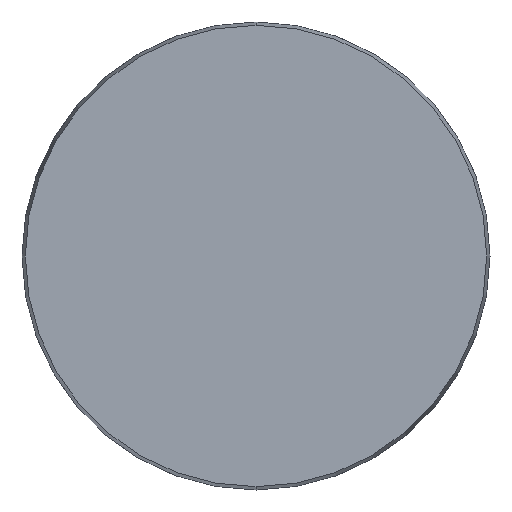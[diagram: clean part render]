
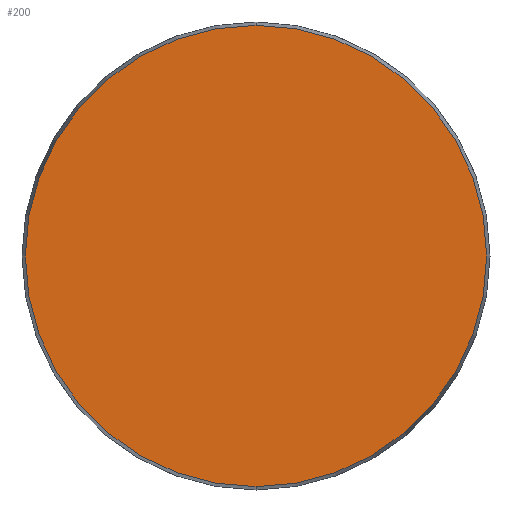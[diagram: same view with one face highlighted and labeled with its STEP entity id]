
A CAD part, front view. The second image highlights one B-rep face of the part: STEP entity #200.
In plain terms, the highlighted planar face has unit normal (0, -1, 0).
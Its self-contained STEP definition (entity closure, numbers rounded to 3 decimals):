
#18 = CIRCLE ( 'NONE', #171, 59.143 ) ;
#44 = DIRECTION ( 'NONE',  ( 0., -1., 0. ) ) ;
#166 = CARTESIAN_POINT ( 'NONE',  ( 0., 0., -59.143 ) ) ;
#171 = AXIS2_PLACEMENT_3D ( 'NONE', #550, #807, #685 ) ;
#200 = ADVANCED_FACE ( 'NONE', ( #258 ), #778, .F. ) ;
#207 = CARTESIAN_POINT ( 'NONE',  ( -59.143, 0., 0. ) ) ;
#230 = CARTESIAN_POINT ( 'NONE',  ( 0., 0., 59.143 ) ) ;
#258 = FACE_OUTER_BOUND ( 'NONE', #472, .T. ) ;
#379 = VERTEX_POINT ( 'NONE', #166 ) ;
#383 = ORIENTED_EDGE ( 'NONE', *, *, #427, .T. ) ;
#427 = EDGE_CURVE ( 'NONE', #379, #465, #18, .T. ) ;
#445 = AXIS2_PLACEMENT_3D ( 'NONE', #207, #667, #725 ) ;
#465 = VERTEX_POINT ( 'NONE', #230 ) ;
#472 = EDGE_LOOP ( 'NONE', ( #796, #383 ) ) ;
#481 = EDGE_CURVE ( 'NONE', #465, #379, #652, .T. ) ;
#550 = CARTESIAN_POINT ( 'NONE',  ( 0., 0., 0. ) ) ;
#621 = CARTESIAN_POINT ( 'NONE',  ( 0., 0., 0. ) ) ;
#652 = CIRCLE ( 'NONE', #758, 59.143 ) ;
#667 = DIRECTION ( 'NONE',  ( 0., 1., 0. ) ) ;
#685 = DIRECTION ( 'NONE',  ( 0., 0., -1. ) ) ;
#725 = DIRECTION ( 'NONE',  ( 0., 0., 1. ) ) ;
#753 = DIRECTION ( 'NONE',  ( 0., 0., -1. ) ) ;
#758 = AXIS2_PLACEMENT_3D ( 'NONE', #621, #44, #753 ) ;
#778 = PLANE ( 'NONE',  #445 ) ;
#796 = ORIENTED_EDGE ( 'NONE', *, *, #481, .T. ) ;
#807 = DIRECTION ( 'NONE',  ( 0., -1., 0. ) ) ;
